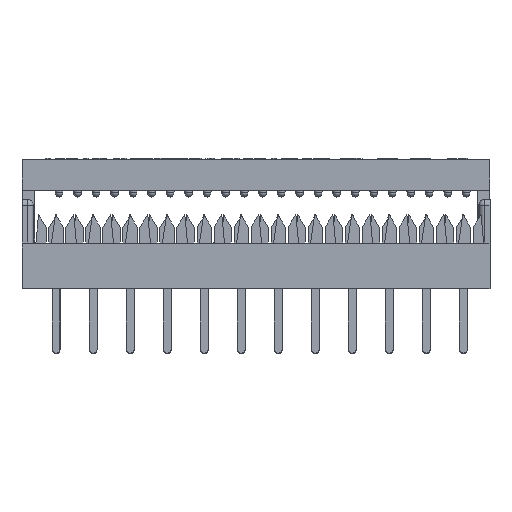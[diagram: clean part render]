
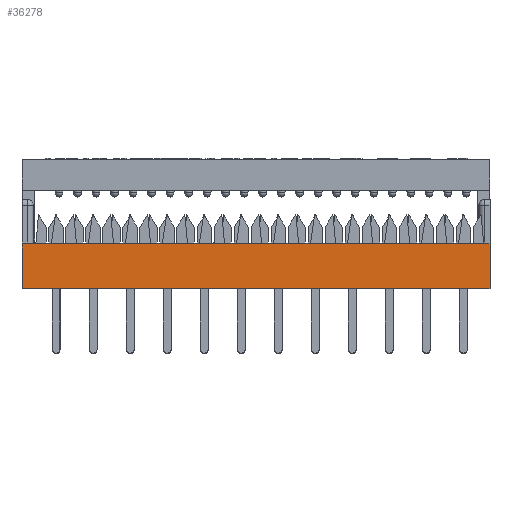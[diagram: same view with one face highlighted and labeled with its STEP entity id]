
A CAD part, top view. The second image highlights one B-rep face of the part: STEP entity #36278.
In plain terms, the highlighted planar face has unit normal (0, 0, 1).
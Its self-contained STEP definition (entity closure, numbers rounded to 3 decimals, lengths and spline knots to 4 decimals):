
#2652=FACE_OUTER_BOUND('',#4492,.T.);
#4492=EDGE_LOOP('',(#28041,#28042,#28043,#28044));
#5532=LINE('',#47230,#9636);
#7539=LINE('',#51608,#11643);
#7552=LINE('',#51645,#11656);
#7609=LINE('',#51794,#11713);
#9636=VECTOR('',#39220,0.3937);
#11643=VECTOR('',#42907,0.3937);
#11656=VECTOR('',#42944,0.3937);
#11713=VECTOR('',#43099,0.3937);
#13723=VERTEX_POINT('',#47227);
#13724=VERTEX_POINT('',#47229);
#15255=VERTEX_POINT('',#51606);
#15267=VERTEX_POINT('',#51644);
#17167=EDGE_CURVE('',#13723,#13724,#5532,.T.);
#19368=EDGE_CURVE('',#13723,#15255,#7539,.T.);
#19387=EDGE_CURVE('',#13724,#15267,#7552,.T.);
#19463=EDGE_CURVE('',#15267,#15255,#7609,.T.);
#28041=ORIENTED_EDGE('',*,*,#17167,.F.);
#28042=ORIENTED_EDGE('',*,*,#19368,.T.);
#28043=ORIENTED_EDGE('',*,*,#19463,.F.);
#28044=ORIENTED_EDGE('',*,*,#19387,.F.);
#33141=PLANE('',#38288);
#36278=ADVANCED_FACE('',(#2652),#33141,.T.);
#38288=AXIS2_PLACEMENT_3D('',#52917,#44151,#44152);
#39220=DIRECTION('',(1.,0.,0.));
#42907=DIRECTION('',(0.,-1.,0.));
#42944=DIRECTION('',(0.,-1.,0.));
#43099=DIRECTION('',(-1.,0.,0.));
#44151=DIRECTION('center_axis',(0.,0.,1.));
#44152=DIRECTION('ref_axis',(-1.,0.,0.));
#47227=CARTESIAN_POINT('',(-0.1862,-0.6482,0.6019));
#47229=CARTESIAN_POINT('',(1.0778,-0.6482,0.6019));
#47230=CARTESIAN_POINT('',(-0.1862,-0.6482,0.6019));
#51606=CARTESIAN_POINT('',(-0.1862,-0.7682,0.6019));
#51608=CARTESIAN_POINT('',(-0.1862,-0.6482,0.6019));
#51644=CARTESIAN_POINT('',(1.0778,-0.7682,0.6019));
#51645=CARTESIAN_POINT('',(1.0778,-0.6482,0.6019));
#51794=CARTESIAN_POINT('',(-0.1862,-0.7682,0.6019));
#52917=CARTESIAN_POINT('Origin',(1.0778,-0.6482,0.6019));
